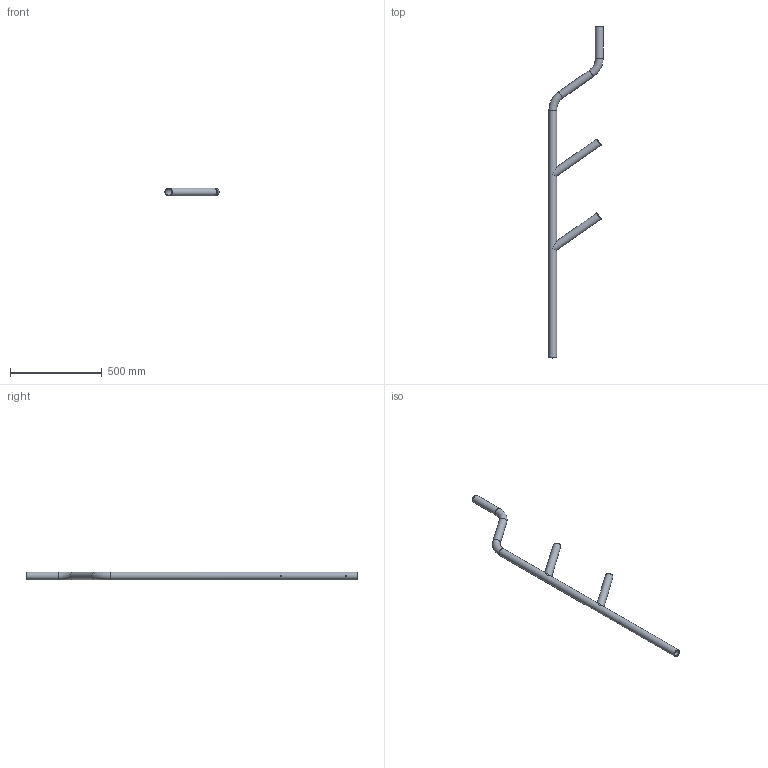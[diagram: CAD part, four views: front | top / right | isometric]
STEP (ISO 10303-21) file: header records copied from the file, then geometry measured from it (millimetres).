
FILE_DESCRIPTION(/* description */ ('ASSY,STANDARD (mm)'),/* implementation_level */ '2;1');
FILE_NAME(/* name */ 'GE-25301.stp',/* time_stamp */ '2025-01-13T11:57:56-05:00',/* author */ ('john.thibert'),/* organization */ (''),/* preprocessor_version */ 'ST-DEVELOPER v20',/* originating_system */ 'Autodesk Inventor 2024',/* authorisation */ '');
FILE_SCHEMA (('AUTOMOTIVE_DESIGN { 1 0 10303 214 3 1 1 }'));
Length unit declared in the file: inch
Products named in the file (4): GE-25301; GE-25301-02; GE-25301-01; GE-25301-03
Assembly tree (6 placements, depth 2):
  GE-25301
    GE-25301-02
    GE-25301-01  x2
    GE-25301-03  x3
Bounding box: 296.16 x 1809.61 x 42.16 mm (x, y, z)
Volume: 1087580.7 mm3; surface area: 617932 mm2
Topology: 6 solids, 6 shells, 33 faces, 77 edges, 56 vertices
Faces by surface type: cylinder 19, plane 10, torus 4
Full cylindrical faces by diameter (mm): 6.747 x4, 35.052 x5, 40.64 x3, 42.164 x5
Entity records: 1263 total; most frequent: CARTESIAN_POINT 473, DIRECTION 137, ORIENTED_EDGE 122, AXIS2_PLACEMENT_3D 62, EDGE_CURVE 61, VERTEX_POINT 44, EDGE_LOOP 35, CIRCLE 26
